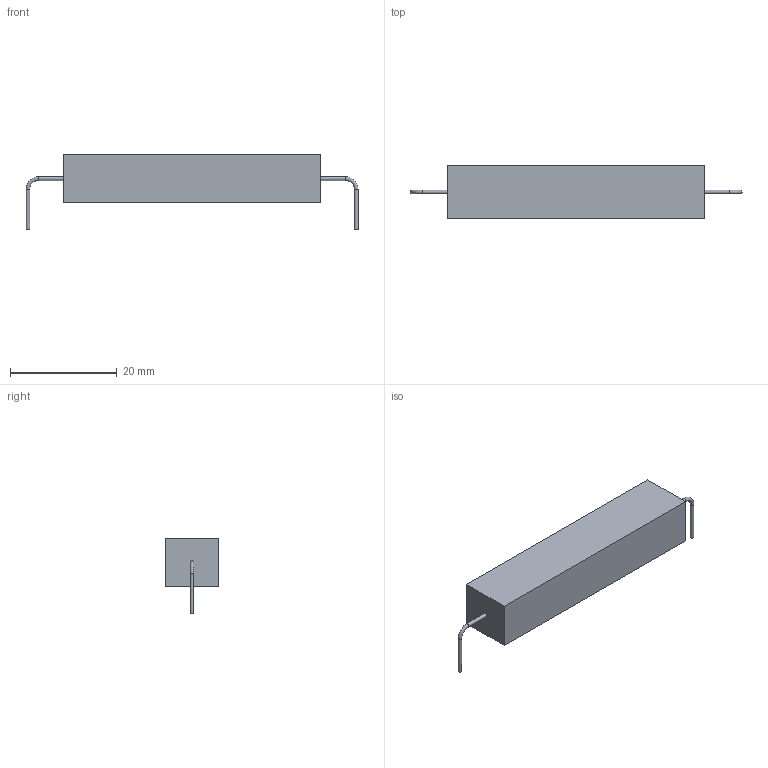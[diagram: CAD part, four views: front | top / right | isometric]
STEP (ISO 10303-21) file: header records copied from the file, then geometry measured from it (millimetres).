
FILE_DESCRIPTION(/* description */ (''),/* implementation_level */ '2;1');
FILE_NAME(/* name */ 'SQP10W.step',/* time_stamp */ '2022-06-01T19:25:22+03:00',/* author */ (''),/* organization */ (''),/* preprocessor_version */ 'ST-DEVELOPER v18.1',/* originating_system */ 'Autodesk Translation Framework v10.14.0.1471',/* authorisation */ '');
FILE_SCHEMA (('AUTOMOTIVE_DESIGN { 1 0 10303 214 3 1 1 }'));
Length unit declared in the file: millimetre
Products named in the file (1): SQP10W
Bounding box: 62.2 x 10 x 14 mm (x, y, z)
Volume: 4331.8 mm3; surface area: 2073.2 mm2
Topology: 3 solids, 3 shells, 16 faces, 28 edges, 18 vertices
Faces by surface type: plane 10, cylinder 4, torus 2
Full cylindrical faces by diameter (mm): 0.7 x4
Entity records: 426 total; most frequent: DIRECTION 74, CARTESIAN_POINT 63, ORIENTED_EDGE 56, AXIS2_PLACEMENT_3D 29, EDGE_CURVE 28, VERTEX_POINT 18, FACE_OUTER_BOUND 16, EDGE_LOOP 16
